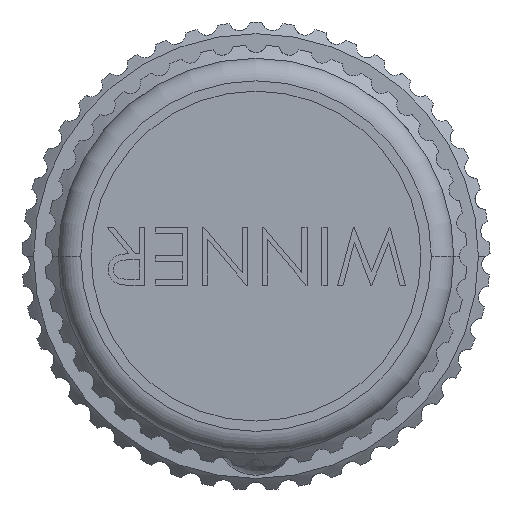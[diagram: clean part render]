
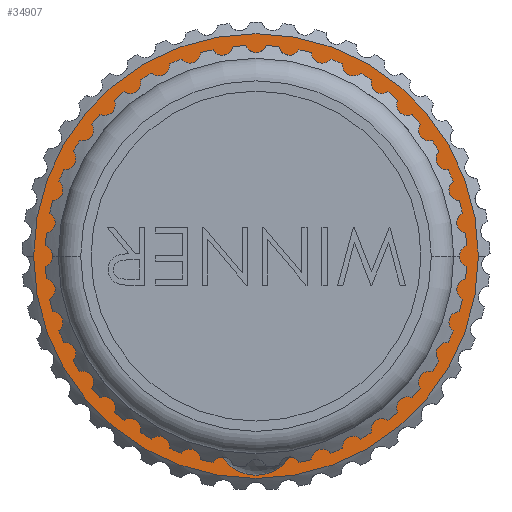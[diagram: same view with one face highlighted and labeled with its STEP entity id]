
A CAD part, left-side view. The second image highlights one B-rep face of the part: STEP entity #34907.
In plain terms, the highlighted planar face has unit normal (-1, 0, 0).
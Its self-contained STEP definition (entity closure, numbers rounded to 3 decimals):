
#391 = DIRECTION ( 'NONE',  ( -1., 0., 0. ) ) ;
#1147 = VERTEX_POINT ( 'NONE', #21551 ) ;
#1279 = CIRCLE ( 'NONE', #23198, 8.56 ) ;
#4031 = ORIENTED_EDGE ( 'NONE', *, *, #21084, .T. ) ;
#5291 = DIRECTION ( 'NONE',  ( -1., 0., 0. ) ) ;
#5797 = DIRECTION ( 'NONE',  ( -1., 0., 0. ) ) ;
#5810 = CARTESIAN_POINT ( 'NONE',  ( -7.9, 0., 0. ) ) ;
#7002 = VERTEX_POINT ( 'NONE', #30692 ) ;
#8927 = VERTEX_POINT ( 'NONE', #13621 ) ;
#10795 = PLANE ( 'NONE',  #35749 ) ;
#11427 = EDGE_CURVE ( 'NONE', #29594, #1147, #1279, .T. ) ;
#11840 = DIRECTION ( 'NONE',  ( 0., 1., 0. ) ) ;
#11920 = CIRCLE ( 'NONE', #30347, 8.56 ) ;
#12720 = EDGE_LOOP ( 'NONE', ( #13922, #37521 ) ) ;
#13621 = CARTESIAN_POINT ( 'NONE',  ( -7.9, 15.3, 0. ) ) ;
#13922 = ORIENTED_EDGE ( 'NONE', *, *, #15401, .F. ) ;
#15401 = EDGE_CURVE ( 'NONE', #1147, #29594, #11920, .T. ) ;
#16579 = AXIS2_PLACEMENT_3D ( 'NONE', #30117, #391, #21326 ) ;
#16812 = DIRECTION ( 'NONE',  ( -1., 0., 0. ) ) ;
#18205 = CARTESIAN_POINT ( 'NONE',  ( -7.9, 0., 0. ) ) ;
#18538 = FACE_BOUND ( 'NONE', #12720, .T. ) ;
#19439 = ORIENTED_EDGE ( 'NONE', *, *, #37317, .T. ) ;
#19831 = DIRECTION ( 'NONE',  ( 0., 1., 0. ) ) ;
#21084 = EDGE_CURVE ( 'NONE', #8927, #7002, #27691, .T. ) ;
#21326 = DIRECTION ( 'NONE',  ( 0., 1., 0. ) ) ;
#21382 = FACE_OUTER_BOUND ( 'NONE', #29916, .T. ) ;
#21501 = DIRECTION ( 'NONE',  ( -1., 0., 0. ) ) ;
#21551 = CARTESIAN_POINT ( 'NONE',  ( -7.9, 8.56, 0. ) ) ;
#23198 = AXIS2_PLACEMENT_3D ( 'NONE', #36289, #5797, #24004 ) ;
#23702 = CARTESIAN_POINT ( 'NONE',  ( -7.9, -8.56, 0. ) ) ;
#24004 = DIRECTION ( 'NONE',  ( 0., 1., 0. ) ) ;
#24370 = DIRECTION ( 'NONE',  ( 0., 1., 0. ) ) ;
#27691 = CIRCLE ( 'NONE', #29649, 15.3 ) ;
#29594 = VERTEX_POINT ( 'NONE', #23702 ) ;
#29649 = AXIS2_PLACEMENT_3D ( 'NONE', #5810, #5291, #11840 ) ;
#29916 = EDGE_LOOP ( 'NONE', ( #19439, #4031 ) ) ;
#30117 = CARTESIAN_POINT ( 'NONE',  ( -7.9, 0., 0. ) ) ;
#30347 = AXIS2_PLACEMENT_3D ( 'NONE', #18205, #21501, #24370 ) ;
#30495 = CIRCLE ( 'NONE', #16579, 15.3 ) ;
#30692 = CARTESIAN_POINT ( 'NONE',  ( -7.9, -15.3, 0. ) ) ;
#34858 = CARTESIAN_POINT ( 'NONE',  ( -7.9, 0., 0. ) ) ;
#34907 = ADVANCED_FACE ( 'NONE', ( #18538, #21382 ), #10795, .T. ) ;
#35749 = AXIS2_PLACEMENT_3D ( 'NONE', #34858, #16812, #19831 ) ;
#36289 = CARTESIAN_POINT ( 'NONE',  ( -7.9, 0., 0. ) ) ;
#37317 = EDGE_CURVE ( 'NONE', #7002, #8927, #30495, .T. ) ;
#37521 = ORIENTED_EDGE ( 'NONE', *, *, #11427, .F. ) ;
